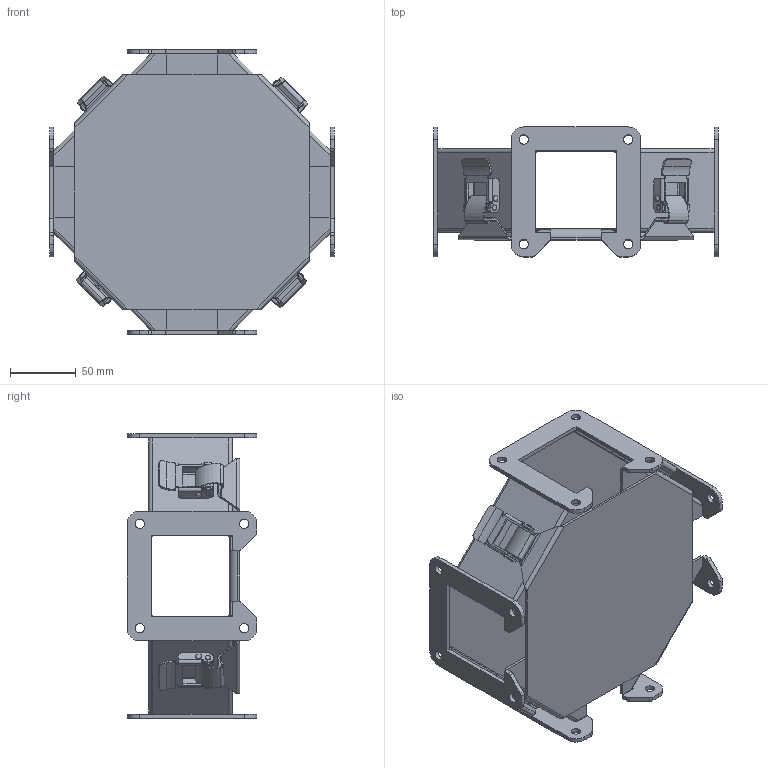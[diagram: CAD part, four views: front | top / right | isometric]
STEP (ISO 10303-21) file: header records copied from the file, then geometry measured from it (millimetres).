
FILE_DESCRIPTION (( 'STEP AP203' ), '1' );
FILE_NAME ('1485BY.step', '2020-11-19T14:30:48', ( 'ADC123' ), ( 'Microsoft' ), 'SwSTEP 2.0', 'SolidWorks 2019', '' );
FILE_SCHEMA (( 'CONFIG_CONTROL_DESIGN' ));
Length unit declared in the file: inch
Products named in the file (1): 1485BY
Bounding box: 215.89 x 98.42 x 215.89 mm (x, y, z)
Volume: 293734.3 mm3; surface area: 293719.2 mm2
Topology: 19 solids, 19 shells, 715 faces, 1804 edges, 1148 vertices
Faces by surface type: plane 389, cylinder 261, bspline 65
Full cylindrical faces by diameter (mm): 3.175 x4, 4.013 x8, 4.115 x8, 4.166 x8, 7.137 x16
Entity records: 24531 total; most frequent: CARTESIAN_POINT 7541, ORIENTED_EDGE 3520, DIRECTION 3352, EDGE_CURVE 1760, VECTOR 1166, LINE 1166, VERTEX_POINT 1148, AXIS2_PLACEMENT_3D 1093
